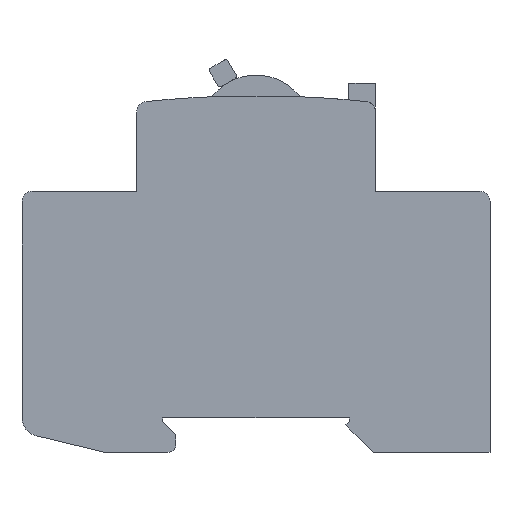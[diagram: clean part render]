
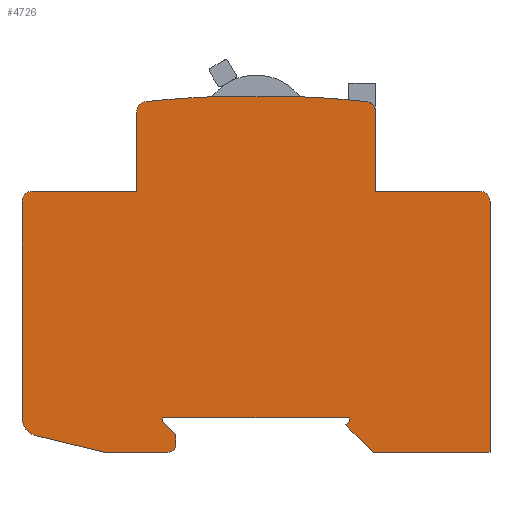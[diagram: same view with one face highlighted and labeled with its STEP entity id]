
A CAD part, left-side view. The second image highlights one B-rep face of the part: STEP entity #4726.
In plain terms, the highlighted planar face has unit normal (-1, 0, 0).
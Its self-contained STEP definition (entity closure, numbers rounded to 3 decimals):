
#1527=CARTESIAN_POINT('',(-8.9,40.6,-25.));
#1528=DIRECTION('',(1.,0.,0.));
#1529=DIRECTION('',(0.,0.235,-0.972));
#1530=AXIS2_PLACEMENT_3D('',#1527,#1528,#1529);
#1535=CARTESIAN_POINT('',(-8.9,42.1,15.7));
#1536=DIRECTION('',(1.,0.,0.));
#1537=DIRECTION('',(0.,1.,0.));
#1538=AXIS2_PLACEMENT_3D('',#1535,#1536,#1537);
#1543=CARTESIAN_POINT('',(-8.9,20.5,32.609));
#1544=DIRECTION('',(1.,0.,0.));
#1545=DIRECTION('',(0.,1.,0.));
#1546=AXIS2_PLACEMENT_3D('',#1543,#1544,#1545);
#1551=CARTESIAN_POINT('',(-8.9,0.,-164.327));
#1552=DIRECTION('',(1.,0.,0.));
#1553=DIRECTION('',(0.,0.104,0.995));
#1554=AXIS2_PLACEMENT_3D('',#1551,#1552,#1553);
#1559=CARTESIAN_POINT('',(-8.9,0.,-164.327));
#1560=DIRECTION('',(1.,0.,0.));
#1561=DIRECTION('',(0.,-0.042,0.999));
#1562=AXIS2_PLACEMENT_3D('',#1559,#1560,#1561);
#1567=CARTESIAN_POINT('',(-8.9,-20.5,32.609));
#1568=DIRECTION('',(1.,0.,0.));
#1569=DIRECTION('',(0.,-0.104,0.995));
#1570=AXIS2_PLACEMENT_3D('',#1567,#1568,#1569);
#1575=CARTESIAN_POINT('',(-8.9,-42.1,15.7));
#1576=DIRECTION('',(1.,0.,0.));
#1577=DIRECTION('',(0.,0.,1.));
#1578=AXIS2_PLACEMENT_3D('',#1575,#1576,#1577);
#1583=DIRECTION('',(0.,0.707,0.707));
#1584=VECTOR('',#1583,7.275);
#1585=CARTESIAN_POINT('',(-8.9,-22.089,-31.5));
#1586=LINE('',#1585,#1584);
#1590=DIRECTION('',(0.,-0.707,0.707));
#1591=VECTOR('',#1590,0.927);
#1592=CARTESIAN_POINT('',(-8.9,-16.945,-26.355));
#1593=LINE('',#1592,#1591);
#1597=DIRECTION('',(0.,-0.707,-0.707));
#1598=VECTOR('',#1597,3.536);
#1599=CARTESIAN_POINT('',(-8.9,17.6,-25.7));
#1600=LINE('',#1599,#1598);
#1604=CARTESIAN_POINT('',(-8.9,16.6,-30.));
#1605=DIRECTION('',(1.,0.,0.));
#1606=DIRECTION('',(0.,-1.,0.));
#1607=AXIS2_PLACEMENT_3D('',#1604,#1605,#1606);
#1612=DIRECTION('',(0.,0.972,0.235));
#1613=VECTOR('',#1612,13.191);
#1614=CARTESIAN_POINT('',(-8.9,28.6,-31.5));
#1615=LINE('',#1614,#1613);
#2558=DIRECTION('',(0.,1.,0.));
#2559=VECTOR('',#2558,16.648);
#2560=CARTESIAN_POINT('',(-8.9,-8.324,35.5));
#2561=LINE('',#2560,#2559);
#2587=DIRECTION('',(0.,0.,-1.));
#2588=VECTOR('',#2587,14.909);
#2589=CARTESIAN_POINT('',(-8.9,22.5,32.609));
#2590=LINE('',#2589,#2588);
#2601=DIRECTION('',(0.,1.,0.));
#2602=VECTOR('',#2601,19.6);
#2603=CARTESIAN_POINT('',(-8.9,22.5,17.7));
#2604=LINE('',#2603,#2602);
#2654=DIRECTION('',(0.,0.,-1.));
#2655=VECTOR('',#2654,40.7);
#2656=CARTESIAN_POINT('',(-8.9,44.1,15.7));
#2657=LINE('',#2656,#2655);
#3048=DIRECTION('',(0.,0.,1.));
#3049=VECTOR('',#3048,14.909);
#3050=CARTESIAN_POINT('',(-8.9,-22.5,17.7));
#3051=LINE('',#3050,#3049);
#3055=DIRECTION('',(0.,1.,0.));
#3056=VECTOR('',#3055,19.6);
#3057=CARTESIAN_POINT('',(-8.9,-42.1,17.7));
#3058=LINE('',#3057,#3056);
#3115=DIRECTION('',(0.,0.,1.));
#3116=VECTOR('',#3115,47.2);
#3117=CARTESIAN_POINT('',(-8.9,-44.1,-31.5));
#3118=LINE('',#3117,#3116);
#3182=DIRECTION('',(0.,-1.,0.));
#3183=VECTOR('',#3182,22.011);
#3184=CARTESIAN_POINT('',(-8.9,-22.089,-31.5));
#3185=LINE('',#3184,#3183);
#3210=DIRECTION('',(0.,0.,-1.));
#3211=VECTOR('',#3210,0.7);
#3212=CARTESIAN_POINT('',(-8.9,-17.6,-25.));
#3213=LINE('',#3212,#3211);
#3224=DIRECTION('',(0.,-1.,0.));
#3225=VECTOR('',#3224,35.2);
#3226=CARTESIAN_POINT('',(-8.9,17.6,-25.));
#3227=LINE('',#3226,#3225);
#3238=DIRECTION('',(0.,0.,1.));
#3239=VECTOR('',#3238,0.7);
#3240=CARTESIAN_POINT('',(-8.9,17.6,-25.7));
#3241=LINE('',#3240,#3239);
#3259=DIRECTION('',(0.,0.,1.));
#3260=VECTOR('',#3259,1.8);
#3261=CARTESIAN_POINT('',(-8.9,15.1,-30.));
#3262=LINE('',#3261,#3260);
#3287=DIRECTION('',(0.,-1.,0.));
#3288=VECTOR('',#3287,12.);
#3289=CARTESIAN_POINT('',(-8.9,28.6,-31.5));
#3290=LINE('',#3289,#3288);
#4219=CARTESIAN_POINT('',(-8.9,41.422,-28.402));
#4220=CARTESIAN_POINT('',(-8.9,44.1,-25.));
#4221=VERTEX_POINT('',#4219);
#4222=VERTEX_POINT('',#4220);
#4223=CARTESIAN_POINT('',(-8.9,44.1,15.7));
#4224=VERTEX_POINT('',#4223);
#4225=CARTESIAN_POINT('',(-8.9,42.1,17.7));
#4226=VERTEX_POINT('',#4225);
#4227=CARTESIAN_POINT('',(-8.9,22.5,17.7));
#4228=VERTEX_POINT('',#4227);
#4229=CARTESIAN_POINT('',(-8.9,22.5,32.609));
#4230=VERTEX_POINT('',#4229);
#4231=CARTESIAN_POINT('',(-8.9,20.707,34.598));
#4232=VERTEX_POINT('',#4231);
#4233=CARTESIAN_POINT('',(-8.9,8.324,35.5));
#4234=VERTEX_POINT('',#4233);
#4235=CARTESIAN_POINT('',(-8.9,-8.324,35.5));
#4236=VERTEX_POINT('',#4235);
#4237=CARTESIAN_POINT('',(-8.9,-20.707,34.598));
#4238=VERTEX_POINT('',#4237);
#4239=CARTESIAN_POINT('',(-8.9,-22.5,32.609));
#4240=VERTEX_POINT('',#4239);
#4241=CARTESIAN_POINT('',(-8.9,-22.5,17.7));
#4242=VERTEX_POINT('',#4241);
#4243=CARTESIAN_POINT('',(-8.9,-42.1,17.7));
#4244=VERTEX_POINT('',#4243);
#4245=CARTESIAN_POINT('',(-8.9,-44.1,15.7));
#4246=VERTEX_POINT('',#4245);
#4247=CARTESIAN_POINT('',(-8.9,-44.1,-31.5));
#4248=VERTEX_POINT('',#4247);
#4249=CARTESIAN_POINT('',(-8.9,-22.089,-31.5));
#4250=VERTEX_POINT('',#4249);
#4251=CARTESIAN_POINT('',(-8.9,-16.945,-26.355));
#4252=VERTEX_POINT('',#4251);
#4253=CARTESIAN_POINT('',(-8.9,-17.6,-25.7));
#4254=VERTEX_POINT('',#4253);
#4255=CARTESIAN_POINT('',(-8.9,-17.6,-25.));
#4256=VERTEX_POINT('',#4255);
#4257=CARTESIAN_POINT('',(-8.9,17.6,-25.));
#4258=VERTEX_POINT('',#4257);
#4259=CARTESIAN_POINT('',(-8.9,17.6,-25.7));
#4260=VERTEX_POINT('',#4259);
#4261=CARTESIAN_POINT('',(-8.9,15.1,-28.2));
#4262=VERTEX_POINT('',#4261);
#4263=CARTESIAN_POINT('',(-8.9,15.1,-30.));
#4264=VERTEX_POINT('',#4263);
#4265=CARTESIAN_POINT('',(-8.9,16.6,-31.5));
#4266=VERTEX_POINT('',#4265);
#4267=CARTESIAN_POINT('',(-8.9,28.6,-31.5));
#4268=VERTEX_POINT('',#4267);
#4669=CARTESIAN_POINT('',(-8.9,0.,0.));
#4670=DIRECTION('',(-1.,0.,0.));
#4671=DIRECTION('',(0.,-1.,0.));
#4672=AXIS2_PLACEMENT_3D('',#4669,#4670,#4671);
#4673=PLANE('',#4672);
#4675=ORIENTED_EDGE('',*,*,#4674,.T.);
#4677=ORIENTED_EDGE('',*,*,#4676,.F.);
#4679=ORIENTED_EDGE('',*,*,#4678,.T.);
#4681=ORIENTED_EDGE('',*,*,#4680,.F.);
#4683=ORIENTED_EDGE('',*,*,#4682,.F.);
#4685=ORIENTED_EDGE('',*,*,#4684,.T.);
#4687=ORIENTED_EDGE('',*,*,#4686,.T.);
#4689=ORIENTED_EDGE('',*,*,#4688,.F.);
#4691=ORIENTED_EDGE('',*,*,#4690,.T.);
#4693=ORIENTED_EDGE('',*,*,#4692,.T.);
#4695=ORIENTED_EDGE('',*,*,#4694,.F.);
#4697=ORIENTED_EDGE('',*,*,#4696,.F.);
#4699=ORIENTED_EDGE('',*,*,#4698,.T.);
#4701=ORIENTED_EDGE('',*,*,#4700,.F.);
#4703=ORIENTED_EDGE('',*,*,#4702,.F.);
#4705=ORIENTED_EDGE('',*,*,#4704,.T.);
#4707=ORIENTED_EDGE('',*,*,#4706,.T.);
#4709=ORIENTED_EDGE('',*,*,#4708,.F.);
#4711=ORIENTED_EDGE('',*,*,#4710,.F.);
#4713=ORIENTED_EDGE('',*,*,#4712,.F.);
#4715=ORIENTED_EDGE('',*,*,#4714,.T.);
#4717=ORIENTED_EDGE('',*,*,#4716,.F.);
#4719=ORIENTED_EDGE('',*,*,#4718,.T.);
#4721=ORIENTED_EDGE('',*,*,#4720,.F.);
#4723=ORIENTED_EDGE('',*,*,#4722,.T.);
#4724=EDGE_LOOP('',(#4675,#4677,#4679,#4681,#4683,#4685,#4687,#4689,#4691,#4693,
#4695,#4697,#4699,#4701,#4703,#4705,#4707,#4709,#4711,#4713,#4715,#4717,#4719,
#4721,#4723));
#4725=FACE_OUTER_BOUND('',#4724,.F.);
#1531=CIRCLE('',#1530,3.5);
#1539=CIRCLE('',#1538,2.);
#1547=CIRCLE('',#1546,2.);
#1555=CIRCLE('',#1554,200.);
#1563=CIRCLE('',#1562,200.);
#1571=CIRCLE('',#1570,2.);
#1579=CIRCLE('',#1578,2.);
#1608=CIRCLE('',#1607,1.5);
#4674=EDGE_CURVE('',#4221,#4222,#1531,.T.);
#4676=EDGE_CURVE('',#4224,#4222,#2657,.T.);
#4678=EDGE_CURVE('',#4224,#4226,#1539,.T.);
#4680=EDGE_CURVE('',#4228,#4226,#2604,.T.);
#4682=EDGE_CURVE('',#4230,#4228,#2590,.T.);
#4684=EDGE_CURVE('',#4230,#4232,#1547,.T.);
#4686=EDGE_CURVE('',#4232,#4234,#1555,.T.);
#4688=EDGE_CURVE('',#4236,#4234,#2561,.T.);
#4690=EDGE_CURVE('',#4236,#4238,#1563,.T.);
#4692=EDGE_CURVE('',#4238,#4240,#1571,.T.);
#4694=EDGE_CURVE('',#4242,#4240,#3051,.T.);
#4696=EDGE_CURVE('',#4244,#4242,#3058,.T.);
#4698=EDGE_CURVE('',#4244,#4246,#1579,.T.);
#4700=EDGE_CURVE('',#4248,#4246,#3118,.T.);
#4702=EDGE_CURVE('',#4250,#4248,#3185,.T.);
#4704=EDGE_CURVE('',#4250,#4252,#1586,.T.);
#4706=EDGE_CURVE('',#4252,#4254,#1593,.T.);
#4708=EDGE_CURVE('',#4256,#4254,#3213,.T.);
#4710=EDGE_CURVE('',#4258,#4256,#3227,.T.);
#4712=EDGE_CURVE('',#4260,#4258,#3241,.T.);
#4714=EDGE_CURVE('',#4260,#4262,#1600,.T.);
#4716=EDGE_CURVE('',#4264,#4262,#3262,.T.);
#4718=EDGE_CURVE('',#4264,#4266,#1608,.T.);
#4720=EDGE_CURVE('',#4268,#4266,#3290,.T.);
#4722=EDGE_CURVE('',#4268,#4221,#1615,.T.);
#4726=ADVANCED_FACE('',(#4725),#4673,.T.);
